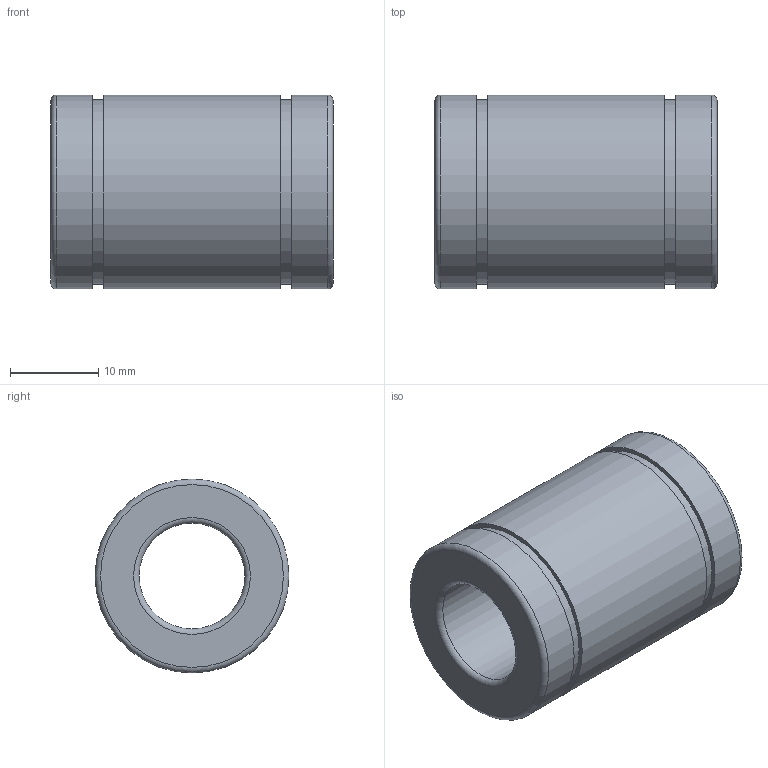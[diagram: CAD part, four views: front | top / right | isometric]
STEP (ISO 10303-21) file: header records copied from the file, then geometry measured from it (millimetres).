
FILE_DESCRIPTION( ( 'STEP AP214' ), '1' );
FILE_NAME( 'SP-M12_2_14a.stp', ' ', ( ' ' ), ( ' ' ), 'PSStep 15.0.47', 'PARTsolutions', ' ' );
FILE_SCHEMA( ( 'AUTOMOTIVE_DESIGN { 1 0 10303 214 1 1 1 1 }' ) );
Length unit declared in the file: millimetre
Products named in the file (1): HI_SP-M12
Bounding box: 32 x 22 x 22 mm (x, y, z)
Volume: 8439.4 mm3; surface area: 4021.7 mm2
Topology: 1 solids, 1 shells, 16 faces, 26 edges, 16 vertices
Faces by surface type: plane 6, cylinder 6, torus 4
Full cylindrical faces by diameter (mm): 12 x1, 21 x2, 22 x3
Entity records: 472 total; most frequent: DIRECTION 66, CARTESIAN_POINT 49, AXIS2_PLACEMENT_3D 33, EDGE_LOOP 32, ORIENTED_EDGE 32, FACE_OUTER_BOUND 26, STYLED_ITEM 16, PRESENTATION_STYLE_ASSIGNMENT 16
